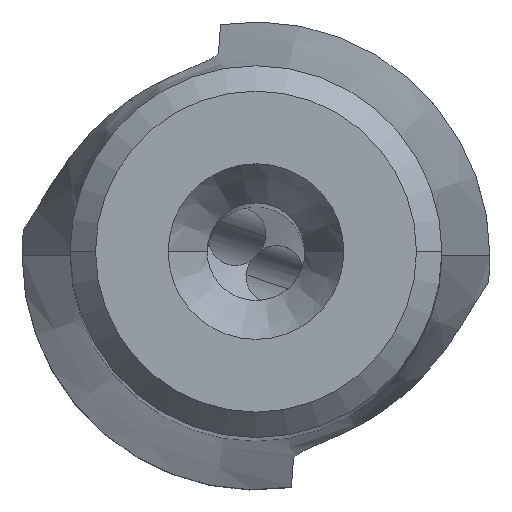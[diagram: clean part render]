
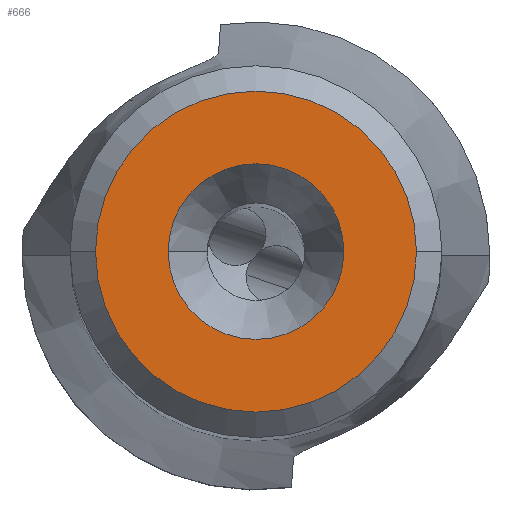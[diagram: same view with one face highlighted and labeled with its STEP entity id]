
A CAD part, top view. The second image highlights one B-rep face of the part: STEP entity #666.
In plain terms, the highlighted planar face has unit normal (0, 0, 1).
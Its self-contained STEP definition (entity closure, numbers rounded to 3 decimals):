
#115=FACE_BOUND('',#1154,.T.);
#116=FACE_BOUND('',#1155,.T.);
#162=PLANE('',#4271);
#666=ADVANCED_FACE('',(#115,#116),#162,.T.);
#1154=EDGE_LOOP('',(#1992,#1993));
#1155=EDGE_LOOP('',(#1994,#1995));
#1992=ORIENTED_EDGE('',*,*,#3408,.F.);
#1993=ORIENTED_EDGE('',*,*,#3409,.F.);
#1994=ORIENTED_EDGE('',*,*,#3407,.F.);
#1995=ORIENTED_EDGE('',*,*,#3410,.F.);
#2905=VERTEX_POINT('',#7619);
#2906=VERTEX_POINT('',#7621);
#2907=VERTEX_POINT('',#7625);
#2908=VERTEX_POINT('',#7626);
#3407=EDGE_CURVE('',#2906,#2905,#3805,.T.);
#3408=EDGE_CURVE('',#2907,#2908,#3806,.T.);
#3409=EDGE_CURVE('',#2908,#2907,#3807,.T.);
#3410=EDGE_CURVE('',#2905,#2906,#3808,.T.);
#3805=CIRCLE('',#4266,4.5);
#3806=CIRCLE('',#4268,8.225);
#3807=CIRCLE('',#4269,8.225);
#3808=CIRCLE('',#4270,4.5);
#4266=AXIS2_PLACEMENT_3D('',#7622,#4983,#4984);
#4268=AXIS2_PLACEMENT_3D('',#7624,#4987,#4988);
#4269=AXIS2_PLACEMENT_3D('',#7627,#4989,#4990);
#4270=AXIS2_PLACEMENT_3D('',#7628,#4991,#4992);
#4271=AXIS2_PLACEMENT_3D('',#7629,#4993,#4994);
#4983=DIRECTION('',(0.,0.,1.));
#4984=DIRECTION('',(-1.,0.,0.));
#4987=DIRECTION('',(0.,0.,-1.));
#4988=DIRECTION('',(-1.,0.,0.));
#4989=DIRECTION('',(0.,0.,-1.));
#4990=DIRECTION('',(1.,0.,0.));
#4991=DIRECTION('',(0.,0.,1.));
#4992=DIRECTION('',(1.,0.,0.));
#4993=DIRECTION('',(0.,0.,1.));
#4994=DIRECTION('',(1.,0.,0.));
#7619=CARTESIAN_POINT('',(4.5,0.,0.));
#7621=CARTESIAN_POINT('',(-4.5,0.,0.));
#7622=CARTESIAN_POINT('',(0.,0.,0.));
#7624=CARTESIAN_POINT('',(0.,0.,0.));
#7625=CARTESIAN_POINT('',(-8.225,0.,0.));
#7626=CARTESIAN_POINT('',(8.225,0.,0.));
#7627=CARTESIAN_POINT('',(0.,0.,0.));
#7628=CARTESIAN_POINT('',(0.,0.,0.));
#7629=CARTESIAN_POINT('',(0.,0.,0.));
